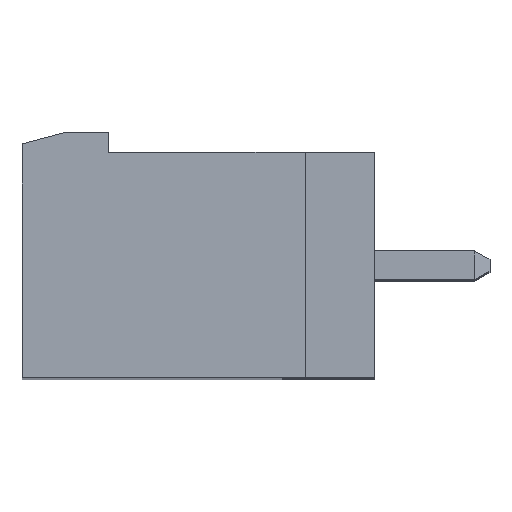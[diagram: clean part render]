
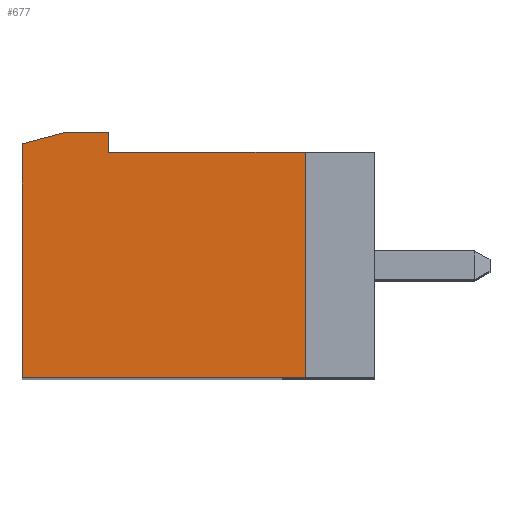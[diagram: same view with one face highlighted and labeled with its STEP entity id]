
A CAD part, top view. The second image highlights one B-rep face of the part: STEP entity #677.
In plain terms, the highlighted planar face has unit normal (0, 0, 1).
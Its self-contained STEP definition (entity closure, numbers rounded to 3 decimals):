
#677 = ADVANCED_FACE( '', ( #1457 ), #1458, .F. );
#1457 = FACE_OUTER_BOUND( '', #2335, .T. );
#1458 = PLANE( '', #2336 );
#2335 = EDGE_LOOP( '', ( #4282, #4283, #4284, #4285, #4286, #4287, #4288 ) );
#2336 = AXIS2_PLACEMENT_3D( '', #4289, #4290, #4291 );
#4282 = ORIENTED_EDGE( '', *, *, #5950, .F. );
#4283 = ORIENTED_EDGE( '', *, *, #5791, .F. );
#4284 = ORIENTED_EDGE( '', *, *, #5337, .F. );
#4285 = ORIENTED_EDGE( '', *, *, #5951, .F. );
#4286 = ORIENTED_EDGE( '', *, *, #5891, .F. );
#4287 = ORIENTED_EDGE( '', *, *, #5508, .F. );
#4288 = ORIENTED_EDGE( '', *, *, #5695, .F. );
#4289 = CARTESIAN_POINT( '', ( 197.225, 104.81, 46.72 ) );
#4290 = DIRECTION( '', ( 0., 0., -1. ) );
#4291 = DIRECTION( '', ( 0., -1., 0. ) );
#5337 = EDGE_CURVE( '', #6456, #6398, #6458, .T. );
#5508 = EDGE_CURVE( '', #6737, #6739, #6740, .T. );
#5695 = EDGE_CURVE( '', #7021, #6737, #7023, .T. );
#5791 = EDGE_CURVE( '', #6398, #7149, #7151, .T. );
#5891 = EDGE_CURVE( '', #6739, #7250, #7283, .T. );
#5950 = EDGE_CURVE( '', #7149, #7021, #7357, .T. );
#5951 = EDGE_CURVE( '', #7250, #6456, #7358, .T. );
#6398 = VERTEX_POINT( '', #7949 );
#6456 = VERTEX_POINT( '', #8036 );
#6458 = LINE( '', #8039, #8040 );
#6737 = VERTEX_POINT( '', #8455 );
#6739 = VERTEX_POINT( '', #8458 );
#6740 = LINE( '', #8459, #8460 );
#7021 = VERTEX_POINT( '', #8881 );
#7023 = LINE( '', #8884, #8885 );
#7149 = VERTEX_POINT( '', #9077 );
#7151 = LINE( '', #9080, #9081 );
#7250 = VERTEX_POINT( '', #9223 );
#7283 = LINE( '', #9280, #9281 );
#7357 = LINE( '', #9391, #9392 );
#7358 = LINE( '', #9393, #9394 );
#7949 = CARTESIAN_POINT( '', ( 195.918, 104.71, 46.72 ) );
#8036 = CARTESIAN_POINT( '', ( 194.425, 104.31, 46.72 ) );
#8039 = CARTESIAN_POINT( '', ( 195.918, 104.71, 46.72 ) );
#8040 = VECTOR( '', #9827, 1000. );
#8455 = CARTESIAN_POINT( '', ( 204.225, 104.01, 46.72 ) );
#8458 = CARTESIAN_POINT( '', ( 204.225, 96.21, 46.72 ) );
#8459 = CARTESIAN_POINT( '', ( 204.225, 96.21, 46.72 ) );
#8460 = VECTOR( '', #9965, 1000. );
#8881 = CARTESIAN_POINT( '', ( 197.425, 104.01, 46.72 ) );
#8884 = CARTESIAN_POINT( '', ( 204.025, 104.01, 46.72 ) );
#8885 = VECTOR( '', #10119, 1000. );
#9077 = CARTESIAN_POINT( '', ( 197.425, 104.71, 46.72 ) );
#9080 = CARTESIAN_POINT( '', ( 197.425, 104.71, 46.72 ) );
#9081 = VECTOR( '', #10193, 1000. );
#9223 = CARTESIAN_POINT( '', ( 194.425, 96.21, 46.72 ) );
#9280 = CARTESIAN_POINT( '', ( 194.225, 96.21, 46.72 ) );
#9281 = VECTOR( '', #10279, 1000. );
#9391 = CARTESIAN_POINT( '', ( 197.425, 104.31, 46.72 ) );
#9392 = VECTOR( '', #10325, 1000. );
#9393 = CARTESIAN_POINT( '', ( 194.425, 104.41, 46.72 ) );
#9394 = VECTOR( '', #10326, 1000. );
#9827 = DIRECTION( '', ( 0.966, 0.259, 0. ) );
#9965 = DIRECTION( '', ( 0., -1., 0. ) );
#10119 = DIRECTION( '', ( 1., 0., 0. ) );
#10193 = DIRECTION( '', ( 1., 0., 0. ) );
#10279 = DIRECTION( '', ( -1., 0., 0. ) );
#10325 = DIRECTION( '', ( 0., -1., 0. ) );
#10326 = DIRECTION( '', ( 0., 1., 0. ) );
